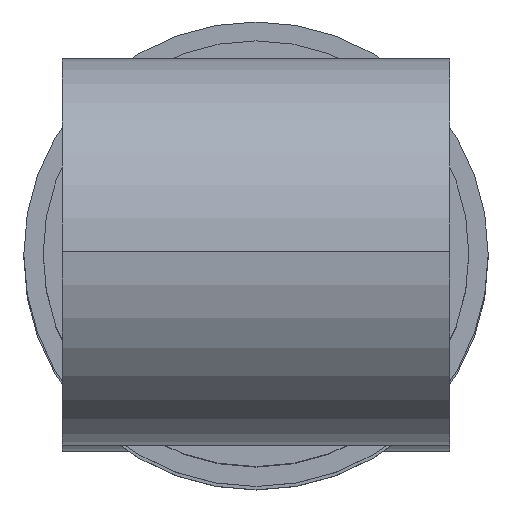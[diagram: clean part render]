
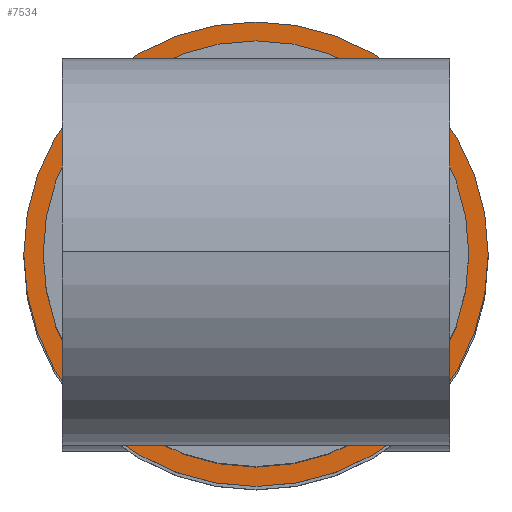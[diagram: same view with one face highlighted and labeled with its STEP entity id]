
A CAD part, top view. The second image highlights one B-rep face of the part: STEP entity #7534.
In plain terms, the highlighted planar face has unit normal (0, 0, 1).
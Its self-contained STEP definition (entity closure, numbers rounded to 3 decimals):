
#7455=CARTESIAN_POINT('',(-55.0,0.0,505.0));
#7456=VERTEX_POINT('',#7455);
#7457=CARTESIAN_POINT('',(55.0,0.0,505.0));
#7458=VERTEX_POINT('',#7457);
#7459=CARTESIAN_POINT('',(0.0,0.0,505.0));
#7460=DIRECTION('',(0.0,0.0,1.0));
#7461=DIRECTION('',(1.0,0.0,-0.0));
#7462=AXIS2_PLACEMENT_3D('',#7459,#7460,#7461);
#7463=CIRCLE('',#7462,55.0);
#7464=EDGE_CURVE('n� 1428',#7456,#7458,#7463,.T.);
#7489=CARTESIAN_POINT('',(0.0,0.0,505.0));
#7490=DIRECTION('',(0.0,0.0,1.0));
#7491=DIRECTION('',(1.0,0.0,-0.0));
#7492=AXIS2_PLACEMENT_3D('',#7489,#7490,#7491);
#7493=CIRCLE('',#7492,55.0);
#7494=EDGE_CURVE('n� 1428',#7458,#7456,#7493,.T.);
#7505=CARTESIAN_POINT('',(60.0,0.0,505.0));
#7506=VERTEX_POINT('',#7505);
#7507=CARTESIAN_POINT('',(-60.0,0.0,505.0));
#7508=VERTEX_POINT('',#7507);
#7509=CARTESIAN_POINT('',(0.0,0.0,505.0));
#7510=DIRECTION('',(0.0,0.0,1.0));
#7511=DIRECTION('',(1.0,0.0,-0.0));
#7512=AXIS2_PLACEMENT_3D('',#7509,#7510,#7511);
#7513=CIRCLE('',#7512,60.0);
#7514=EDGE_CURVE('n� 1417',#7506,#7508,#7513,.T.);
#7515=ORIENTED_EDGE('',*,*,#7514,.T.);
#7516=CARTESIAN_POINT('',(0.0,0.0,505.0));
#7517=DIRECTION('',(0.0,0.0,1.0));
#7518=DIRECTION('',(1.0,0.0,-0.0));
#7519=AXIS2_PLACEMENT_3D('',#7516,#7517,#7518);
#7520=CIRCLE('',#7519,60.0);
#7521=EDGE_CURVE('n� 1417',#7508,#7506,#7520,.T.);
#7522=ORIENTED_EDGE('',*,*,#7521,.T.);
#7523=EDGE_LOOP('',(#7515,#7522));
#7524=FACE_OUTER_BOUND('',#7523,.T.);
#7525=ORIENTED_EDGE('',*,*,#7494,.F.);
#7526=ORIENTED_EDGE('',*,*,#7464,.F.);
#7527=EDGE_LOOP('',(#7525,#7526));
#7528=FACE_BOUND('',#7527,.T.);
#7529=CARTESIAN_POINT('',(0.0,0.0,505.0));
#7530=DIRECTION('',(0.0,0.0,1.0));
#7531=DIRECTION('',(1.0,0.0,-0.0));
#7532=AXIS2_PLACEMENT_3D('',#7529,#7530,#7531);
#7533=PLANE('',#7532);
#7534=ADVANCED_FACE('n� 1437',(#7524,#7528),#7533,.T.);
